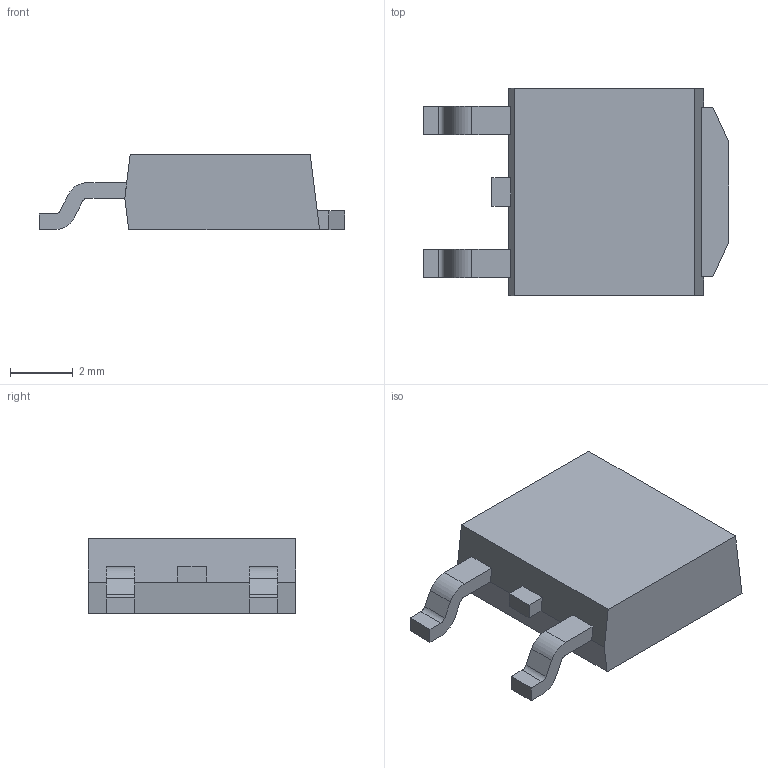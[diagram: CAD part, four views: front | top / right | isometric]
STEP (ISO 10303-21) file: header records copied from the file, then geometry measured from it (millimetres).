
FILE_DESCRIPTION(/* description */ (''),/* implementation_level */ '2;1');
FILE_NAME(/* name */ 'TO228P972X240-3N-R540X510.stp',/* time_stamp */ '2020-04-13T18:38:14-04:00',/* author */ ('huesof'),/* organization */ (''),/* preprocessor_version */ 'ST-DEVELOPER v18',/* originating_system */ 'Autodesk Inventor 2020',/* authorisation */ '');
FILE_SCHEMA (('AUTOMOTIVE_DESIGN { 1 0 10303 214 3 1 1 }'));
Length unit declared in the file: millimetre
Products named in the file (1): TO228P972X240-3N-R540X510
Bounding box: 9.72 x 6.6 x 2.4 mm (x, y, z)
Volume: 100.2 mm3; surface area: 227 mm2
Topology: 5 solids, 5 shells, 61 faces, 153 edges, 102 vertices
Faces by surface type: plane 53, cylinder 8
Entity records: 1858 total; most frequent: CARTESIAN_POINT 317, ORIENTED_EDGE 306, DIRECTION 293, EDGE_CURVE 153, LINE 137, VECTOR 137, VERTEX_POINT 102, AXIS2_PLACEMENT_3D 78
